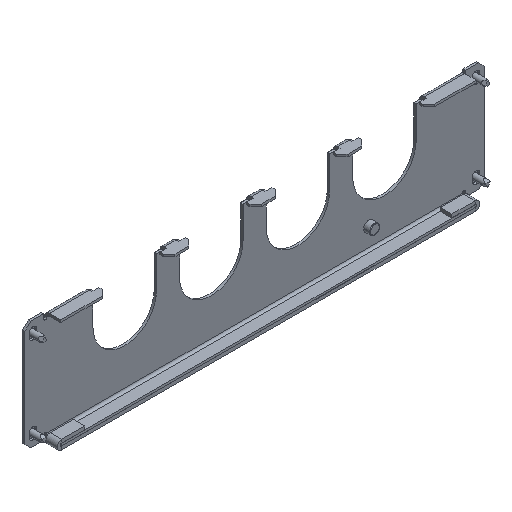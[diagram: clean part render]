
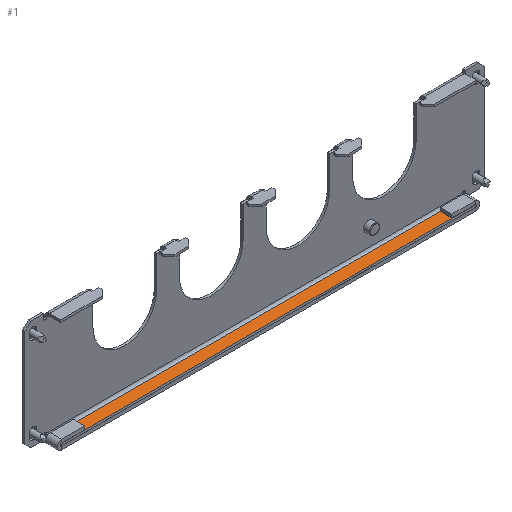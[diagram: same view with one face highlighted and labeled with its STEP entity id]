
A CAD part, isometric view. The second image highlights one B-rep face of the part: STEP entity #1.
In plain terms, the highlighted planar face has unit normal (0, 0, 1).
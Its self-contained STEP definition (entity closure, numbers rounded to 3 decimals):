
#1 = ADVANCED_FACE ( 'NONE', ( #1910 ), #5949, .T. ) ;
#323 = EDGE_CURVE ( 'NONE', #5369, #3417, #2008, .T. ) ;
#507 = EDGE_CURVE ( 'NONE', #3076, #2256, #7118, .T. ) ;
#537 = VECTOR ( 'NONE', #2756, 1000. ) ;
#561 = DIRECTION ( 'NONE',  ( 1., 0., 0. ) ) ;
#628 = VECTOR ( 'NONE', #4824, 1000. ) ;
#675 = CARTESIAN_POINT ( 'NONE',  ( 180., -14., -45.5 ) ) ;
#1566 = ORIENTED_EDGE ( 'NONE', *, *, #323, .F. ) ;
#1910 = FACE_OUTER_BOUND ( 'NONE', #4795, .T. ) ;
#2008 = LINE ( 'NONE', #2804, #537 ) ;
#2063 = ORIENTED_EDGE ( 'NONE', *, *, #507, .F. ) ;
#2256 = VERTEX_POINT ( 'NONE', #7532 ) ;
#2408 = DIRECTION ( 'NONE',  ( 0., 1., 0. ) ) ;
#2449 = AXIS2_PLACEMENT_3D ( 'NONE', #4881, #5975, #3708 ) ;
#2756 = DIRECTION ( 'NONE',  ( -1., 0., 0. ) ) ;
#2804 = CARTESIAN_POINT ( 'NONE',  ( -180., -14., -45.5 ) ) ;
#3016 = ORIENTED_EDGE ( 'NONE', *, *, #3817, .F. ) ;
#3076 = VERTEX_POINT ( 'NONE', #3711 ) ;
#3353 = CARTESIAN_POINT ( 'NONE',  ( -180., -14., -45.5 ) ) ;
#3417 = VERTEX_POINT ( 'NONE', #3353 ) ;
#3708 = DIRECTION ( 'NONE',  ( 0., -1., 0. ) ) ;
#3711 = CARTESIAN_POINT ( 'NONE',  ( -180., -4., -45.5 ) ) ;
#3817 = EDGE_CURVE ( 'NONE', #2256, #5369, #4216, .T. ) ;
#4216 = LINE ( 'NONE', #7135, #628 ) ;
#4795 = EDGE_LOOP ( 'NONE', ( #3016, #2063, #7575, #1566 ) ) ;
#4824 = DIRECTION ( 'NONE',  ( 0., -1., 0. ) ) ;
#4881 = CARTESIAN_POINT ( 'NONE',  ( 0., 0., -45.5 ) ) ;
#5369 = VERTEX_POINT ( 'NONE', #675 ) ;
#5803 = LINE ( 'NONE', #5877, #6999 ) ;
#5839 = EDGE_CURVE ( 'NONE', #3417, #3076, #5803, .T. ) ;
#5877 = CARTESIAN_POINT ( 'NONE',  ( -180., -2., -45.5 ) ) ;
#5949 = PLANE ( 'NONE',  #2449 ) ;
#5975 = DIRECTION ( 'NONE',  ( 0., 0., 1. ) ) ;
#6999 = VECTOR ( 'NONE', #2408, 1000. ) ;
#7118 = LINE ( 'NONE', #7502, #7304 ) ;
#7135 = CARTESIAN_POINT ( 'NONE',  ( 180., -14., -45.5 ) ) ;
#7304 = VECTOR ( 'NONE', #561, 1000. ) ;
#7502 = CARTESIAN_POINT ( 'NONE',  ( -180., -4., -45.5 ) ) ;
#7532 = CARTESIAN_POINT ( 'NONE',  ( 180., -4., -45.5 ) ) ;
#7575 = ORIENTED_EDGE ( 'NONE', *, *, #5839, .F. ) ;
